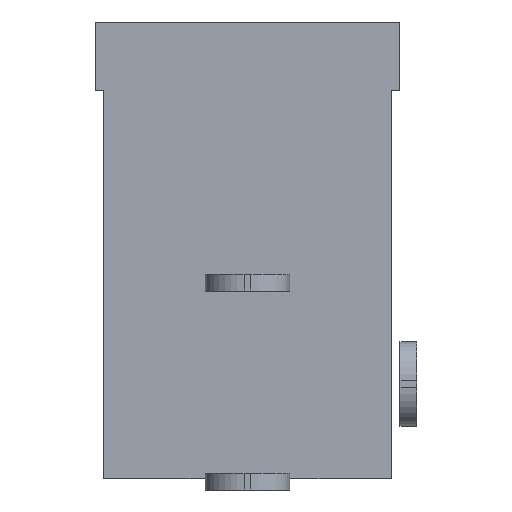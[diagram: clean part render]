
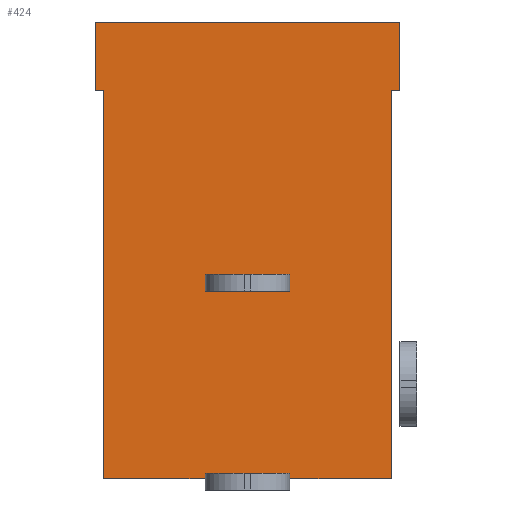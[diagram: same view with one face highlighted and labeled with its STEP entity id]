
A CAD part, front view. The second image highlights one B-rep face of the part: STEP entity #424.
In plain terms, the highlighted planar face has unit normal (0, -1, 0).
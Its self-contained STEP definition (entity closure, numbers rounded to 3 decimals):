
#4 = EDGE_LOOP ( 'NONE', ( #5, #397, #400, #403, #406, #309, #334, #229, #222, #225, #256, #259 ) ) ;
#5 = ORIENTED_EDGE ( 'NONE', *, *, #394, .F. ) ;
#221 = EDGE_CURVE ( 'NONE', #228, #230, #918, .T. ) ;
#222 = ORIENTED_EDGE ( 'NONE', *, *, #223, .T. ) ;
#223 = EDGE_CURVE ( 'NONE', #230, #224, #1199, .T. ) ;
#224 = VERTEX_POINT ( 'NONE', #1195 ) ;
#225 = ORIENTED_EDGE ( 'NONE', *, *, #226, .T. ) ;
#226 = EDGE_CURVE ( 'NONE', #224, #255, #1259, .T. ) ;
#227 = EDGE_CURVE ( 'NONE', #333, #228, #1255, .T. ) ;
#228 = VERTEX_POINT ( 'NONE', #1251 ) ;
#229 = ORIENTED_EDGE ( 'NONE', *, *, #221, .T. ) ;
#230 = VERTEX_POINT ( 'NONE', #1250 ) ;
#242 = EDGE_CURVE ( 'NONE', #396, #258, #1189, .T. ) ;
#247 = VERTEX_POINT ( 'NONE', #1271 ) ;
#248 = ORIENTED_EDGE ( 'NONE', *, *, #249, .F. ) ;
#249 = EDGE_CURVE ( 'NONE', #250, #247, #1270, .T. ) ;
#250 = VERTEX_POINT ( 'NONE', #1266 ) ;
#251 = ORIENTED_EDGE ( 'NONE', *, *, #252, .F. ) ;
#252 = EDGE_CURVE ( 'NONE', #429, #250, #1265, .T. ) ;
#255 = VERTEX_POINT ( 'NONE', #1260 ) ;
#256 = ORIENTED_EDGE ( 'NONE', *, *, #257, .F. ) ;
#257 = EDGE_CURVE ( 'NONE', #258, #255, #1341, .T. ) ;
#258 = VERTEX_POINT ( 'NONE', #1337 ) ;
#259 = ORIENTED_EDGE ( 'NONE', *, *, #242, .F. ) ;
#309 = ORIENTED_EDGE ( 'NONE', *, *, #310, .F. ) ;
#310 = EDGE_CURVE ( 'NONE', #333, #408, #1571, .T. ) ;
#333 = VERTEX_POINT ( 'NONE', #1477 ) ;
#334 = ORIENTED_EDGE ( 'NONE', *, *, #227, .T. ) ;
#394 = EDGE_CURVE ( 'NONE', #395, #396, #1670, .T. ) ;
#395 = VERTEX_POINT ( 'NONE', #1666 ) ;
#396 = VERTEX_POINT ( 'NONE', #1665 ) ;
#397 = ORIENTED_EDGE ( 'NONE', *, *, #398, .T. ) ;
#398 = EDGE_CURVE ( 'NONE', #395, #399, #1664, .T. ) ;
#399 = VERTEX_POINT ( 'NONE', #1660 ) ;
#400 = ORIENTED_EDGE ( 'NONE', *, *, #401, .F. ) ;
#401 = EDGE_CURVE ( 'NONE', #402, #399, #1659, .T. ) ;
#402 = VERTEX_POINT ( 'NONE', #1655 ) ;
#403 = ORIENTED_EDGE ( 'NONE', *, *, #404, .T. ) ;
#404 = EDGE_CURVE ( 'NONE', #402, #405, #1654, .T. ) ;
#405 = VERTEX_POINT ( 'NONE', #1650 ) ;
#406 = ORIENTED_EDGE ( 'NONE', *, *, #407, .F. ) ;
#407 = EDGE_CURVE ( 'NONE', #408, #405, #1649, .T. ) ;
#408 = VERTEX_POINT ( 'NONE', #1645 ) ;
#424 = ADVANCED_FACE ( 'NONE', ( #1688, #1687 ), #1754, .F. ) ;
#425 = EDGE_LOOP ( 'NONE', ( #426, #430, #248, #251 ) ) ;
#426 = ORIENTED_EDGE ( 'NONE', *, *, #427, .F. ) ;
#427 = EDGE_CURVE ( 'NONE', #428, #429, #1753, .T. ) ;
#428 = VERTEX_POINT ( 'NONE', #1745 ) ;
#429 = VERTEX_POINT ( 'NONE', #1744 ) ;
#430 = ORIENTED_EDGE ( 'NONE', *, *, #431, .F. ) ;
#431 = EDGE_CURVE ( 'NONE', #247, #428, #1742, .T. ) ;
#915 = DIRECTION ( 'NONE',  ( 1., 0., 0. ) ) ;
#916 = VECTOR ( 'NONE', #915, 1000. ) ;
#917 = CARTESIAN_POINT ( 'NONE',  ( -8.201, 0., 11.472 ) ) ;
#918 = LINE ( 'NONE', #917, #916 ) ;
#1181 = DIRECTION ( 'NONE',  ( -1., 0., 0. ) ) ;
#1182 = VECTOR ( 'NONE', #1181, 1000. ) ;
#1183 = CARTESIAN_POINT ( 'NONE',  ( 0., 0., 0.174 ) ) ;
#1189 = LINE ( 'NONE', #1183, #1182 ) ;
#1195 = CARTESIAN_POINT ( 'NONE',  ( 0.24, 0., 0. ) ) ;
#1196 = DIRECTION ( 'NONE',  ( 0., 0., -1. ) ) ;
#1197 = VECTOR ( 'NONE', #1196, 1000. ) ;
#1198 = CARTESIAN_POINT ( 'NONE',  ( 0.24, 0., 11.472 ) ) ;
#1199 = LINE ( 'NONE', #1198, #1197 ) ;
#1250 = CARTESIAN_POINT ( 'NONE',  ( 0.24, 0., 11.472 ) ) ;
#1251 = CARTESIAN_POINT ( 'NONE',  ( 0., 0., 11.472 ) ) ;
#1252 = DIRECTION ( 'NONE',  ( 0., 0., -1. ) ) ;
#1253 = VECTOR ( 'NONE', #1252, 1000. ) ;
#1254 = CARTESIAN_POINT ( 'NONE',  ( 0., 0., 13.5 ) ) ;
#1255 = LINE ( 'NONE', #1254, #1253 ) ;
#1256 = DIRECTION ( 'NONE',  ( 1., 0., 0. ) ) ;
#1257 = VECTOR ( 'NONE', #1256, 1000. ) ;
#1258 = CARTESIAN_POINT ( 'NONE',  ( 0., 0., 0. ) ) ;
#1259 = LINE ( 'NONE', #1258, #1257 ) ;
#1260 = CARTESIAN_POINT ( 'NONE',  ( 3.25, 0., 0. ) ) ;
#1262 = DIRECTION ( 'NONE',  ( -1., 0., 0. ) ) ;
#1263 = VECTOR ( 'NONE', #1262, 1000. ) ;
#1264 = CARTESIAN_POINT ( 'NONE',  ( 0., 0., 6.05 ) ) ;
#1265 = LINE ( 'NONE', #1264, #1263 ) ;
#1266 = CARTESIAN_POINT ( 'NONE',  ( 3.25, 0., 6.05 ) ) ;
#1267 = DIRECTION ( 'NONE',  ( 0., 0., -1. ) ) ;
#1268 = VECTOR ( 'NONE', #1267, 1000. ) ;
#1269 = CARTESIAN_POINT ( 'NONE',  ( 3.25, 0., 13.5 ) ) ;
#1270 = LINE ( 'NONE', #1269, #1268 ) ;
#1271 = CARTESIAN_POINT ( 'NONE',  ( 3.25, 0., 5.55 ) ) ;
#1337 = CARTESIAN_POINT ( 'NONE',  ( 3.25, 0., 0.174 ) ) ;
#1338 = DIRECTION ( 'NONE',  ( 0., 0., -1. ) ) ;
#1339 = VECTOR ( 'NONE', #1338, 1000. ) ;
#1340 = CARTESIAN_POINT ( 'NONE',  ( 3.25, 0., 13.5 ) ) ;
#1341 = LINE ( 'NONE', #1340, #1339 ) ;
#1477 = CARTESIAN_POINT ( 'NONE',  ( 0., 0., 13.5 ) ) ;
#1568 = DIRECTION ( 'NONE',  ( 1., 0., 0. ) ) ;
#1569 = VECTOR ( 'NONE', #1568, 1000. ) ;
#1570 = CARTESIAN_POINT ( 'NONE',  ( 0., 0., 13.5 ) ) ;
#1571 = LINE ( 'NONE', #1570, #1569 ) ;
#1645 = CARTESIAN_POINT ( 'NONE',  ( 9., 0., 13.5 ) ) ;
#1646 = DIRECTION ( 'NONE',  ( 0., 0., -1. ) ) ;
#1647 = VECTOR ( 'NONE', #1646, 1000. ) ;
#1648 = CARTESIAN_POINT ( 'NONE',  ( 9., 0., 13.5 ) ) ;
#1649 = LINE ( 'NONE', #1648, #1647 ) ;
#1650 = CARTESIAN_POINT ( 'NONE',  ( 9., 0., 11.472 ) ) ;
#1651 = DIRECTION ( 'NONE',  ( 1., 0., 0. ) ) ;
#1652 = VECTOR ( 'NONE', #1651, 1000. ) ;
#1653 = CARTESIAN_POINT ( 'NONE',  ( -8.201, 0., 11.472 ) ) ;
#1654 = LINE ( 'NONE', #1653, #1652 ) ;
#1655 = CARTESIAN_POINT ( 'NONE',  ( 8.76, 0., 11.472 ) ) ;
#1656 = DIRECTION ( 'NONE',  ( 0., 0., -1. ) ) ;
#1657 = VECTOR ( 'NONE', #1656, 1000. ) ;
#1658 = CARTESIAN_POINT ( 'NONE',  ( 8.76, 0., 11.472 ) ) ;
#1659 = LINE ( 'NONE', #1658, #1657 ) ;
#1660 = CARTESIAN_POINT ( 'NONE',  ( 8.76, 0., 0. ) ) ;
#1661 = DIRECTION ( 'NONE',  ( 1., 0., 0. ) ) ;
#1662 = VECTOR ( 'NONE', #1661, 1000. ) ;
#1663 = CARTESIAN_POINT ( 'NONE',  ( 0., 0., 0. ) ) ;
#1664 = LINE ( 'NONE', #1663, #1662 ) ;
#1665 = CARTESIAN_POINT ( 'NONE',  ( 5.75, 0., 0.174 ) ) ;
#1666 = CARTESIAN_POINT ( 'NONE',  ( 5.75, 0., 0. ) ) ;
#1667 = DIRECTION ( 'NONE',  ( 0., 0., 1. ) ) ;
#1668 = VECTOR ( 'NONE', #1667, 1000. ) ;
#1669 = CARTESIAN_POINT ( 'NONE',  ( 5.75, 0., 13.5 ) ) ;
#1670 = LINE ( 'NONE', #1669, #1668 ) ;
#1687 = FACE_OUTER_BOUND ( 'NONE', #4, .T. ) ;
#1688 = FACE_BOUND ( 'NONE', #425, .T. ) ;
#1739 = DIRECTION ( 'NONE',  ( 1., 0., 0. ) ) ;
#1740 = VECTOR ( 'NONE', #1739, 1000. ) ;
#1741 = CARTESIAN_POINT ( 'NONE',  ( 0., 0., 5.55 ) ) ;
#1742 = LINE ( 'NONE', #1741, #1740 ) ;
#1744 = CARTESIAN_POINT ( 'NONE',  ( 5.75, 0., 6.05 ) ) ;
#1745 = CARTESIAN_POINT ( 'NONE',  ( 5.75, 0., 5.55 ) ) ;
#1746 = DIRECTION ( 'NONE',  ( 0., 0., 1. ) ) ;
#1747 = VECTOR ( 'NONE', #1746, 1000. ) ;
#1748 = CARTESIAN_POINT ( 'NONE',  ( 5.75, 0., 13.5 ) ) ;
#1749 = DIRECTION ( 'NONE',  ( 0., 0., 1. ) ) ;
#1750 = DIRECTION ( 'NONE',  ( 0., 1., 0. ) ) ;
#1751 = CARTESIAN_POINT ( 'NONE',  ( 0., 0., 13.5 ) ) ;
#1752 = AXIS2_PLACEMENT_3D ( 'NONE', #1751, #1750, #1749 ) ;
#1753 = LINE ( 'NONE', #1748, #1747 ) ;
#1754 = PLANE ( 'NONE',  #1752 ) ;
